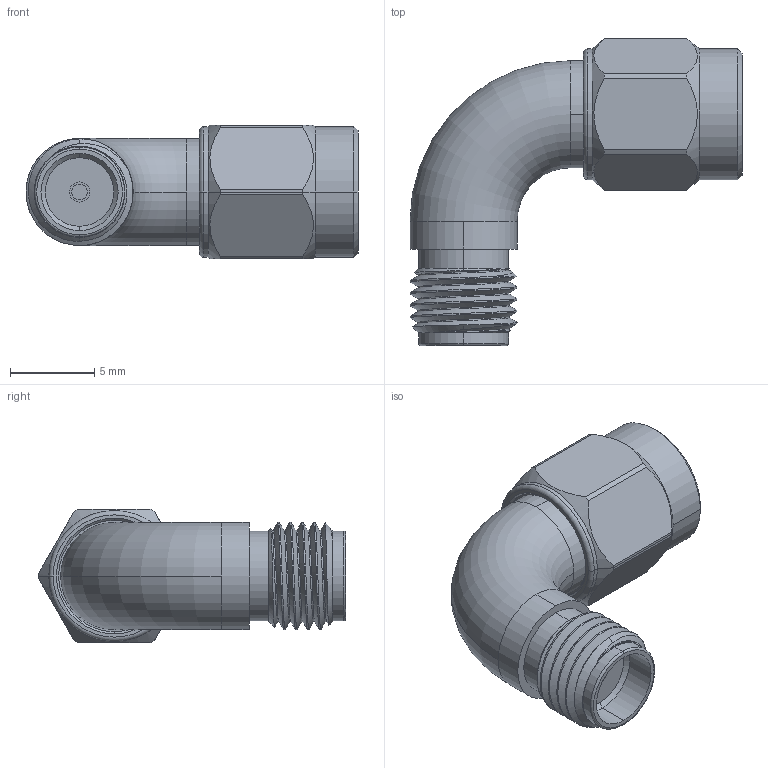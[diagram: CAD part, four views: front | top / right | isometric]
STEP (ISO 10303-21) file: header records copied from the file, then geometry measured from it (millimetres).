
FILE_DESCRIPTION (( 'STEP AP203' ), '1' );
FILE_NAME ('PE91222.step', '2019-01-11T16:47:00', ( '' ), ( '' ), 'SwSTEP 2.0', 'SolidWorks 2017', '' );
FILE_SCHEMA (( 'CONFIG_CONTROL_DESIGN' ));
Length unit declared in the file: inch
Products named in the file (1): PE91222
Bounding box: 19.68 x 18.21 x 7.94 mm (x, y, z)
Volume: 883.4 mm3; surface area: 962.9 mm2
Topology: 1 solids, 1 shells, 112 faces, 270 edges, 173 vertices
Faces by surface type: cylinder 57, plane 21, cone 20, torus 8, bspline 6
Entity records: 5018 total; most frequent: CARTESIAN_POINT 2443, ORIENTED_EDGE 540, DIRECTION 517, EDGE_CURVE 270, AXIS2_PLACEMENT_3D 218, VERTEX_POINT 173, EDGE_LOOP 125, ADVANCED_FACE 112
